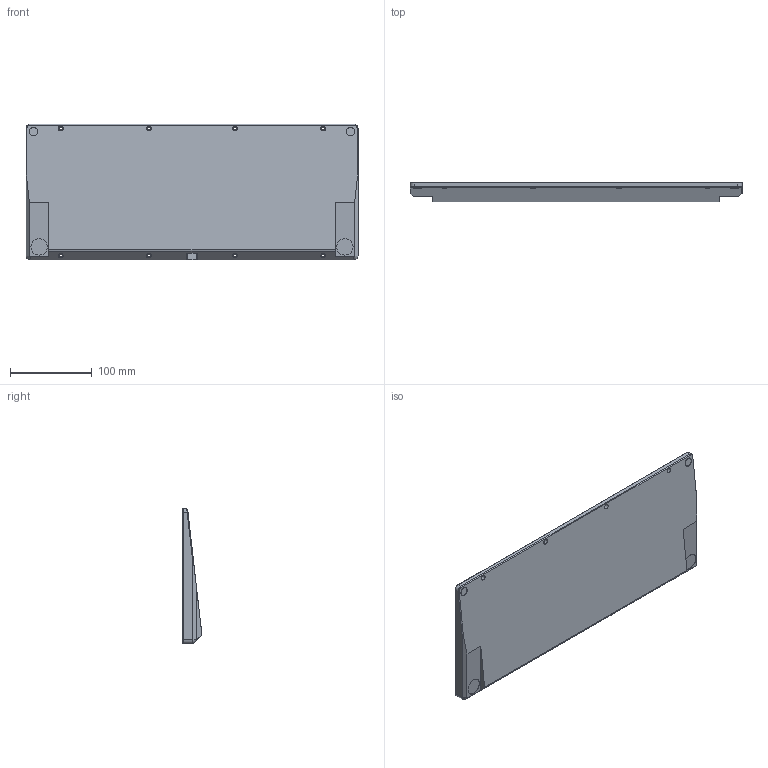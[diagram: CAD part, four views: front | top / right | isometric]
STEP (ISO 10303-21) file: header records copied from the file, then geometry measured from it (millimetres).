
FILE_DESCRIPTION(/* description */ ('Alibre Inc.'),/* implementation_level */ '2;1');
FILE_NAME(/* name */ 'export-DBF980A6-DB7A-434C-95AB-0103F4BB9459',/* time_stamp */ '2025-09-23T23:45:57-04:00',/* author */ (''),/* organization */ (''),/* preprocessor_version */ 'ST-DEVELOPER v17',/* originating_system */ 'Alibre',/* authorisation */ '');
FILE_SCHEMA (('CONFIG_CONTROL_DESIGN'));
Length unit declared in the file: millimetre
Bounding box: 405 x 23.95 x 165 mm (x, y, z)
Volume: 676423.3 mm3; surface area: 156835.1 mm2
Topology: 1 solids, 1 shells, 181 faces, 452 edges, 288 vertices
Faces by surface type: plane 88, cylinder 65, cone 24, bspline 4
Full cylindrical faces by diameter (mm): 2.5 x4, 3.4 x8, 6 x8, 10.5 x2, 20 x2
Entity records: 5355 total; most frequent: CARTESIAN_POINT 1131, ORIENTED_EDGE 816, DIRECTION 806, EDGE_CURVE 408, AXIS2_PLACEMENT_3D 323, VERTEX_POINT 276, VECTOR 246, LINE 246
